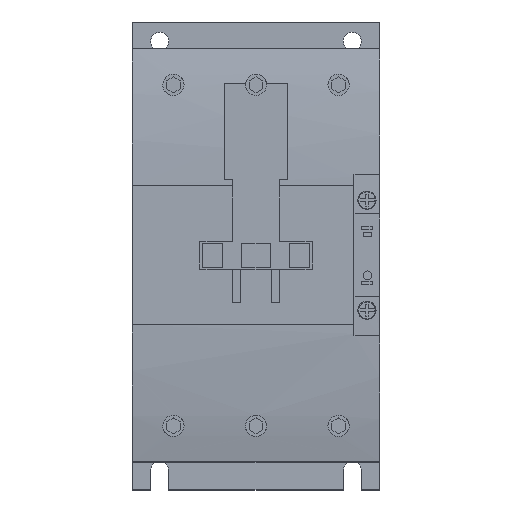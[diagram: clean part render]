
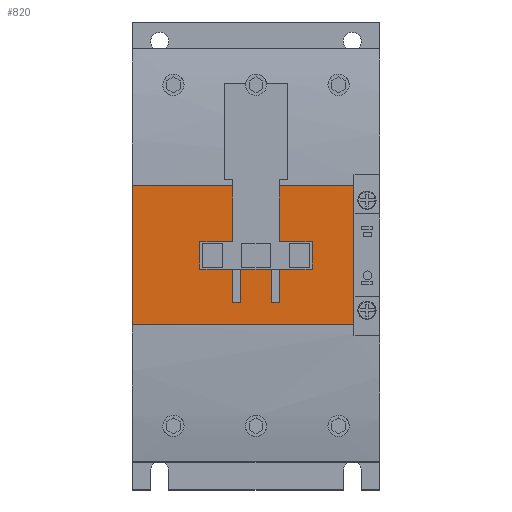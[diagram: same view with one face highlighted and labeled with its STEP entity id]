
A CAD part, top view. The second image highlights one B-rep face of the part: STEP entity #820.
In plain terms, the highlighted planar face has unit normal (0, 0, 1).
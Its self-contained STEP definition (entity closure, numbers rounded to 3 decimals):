
#820 = ADVANCED_FACE( '', ( #1761 ), #1762, .F. );
#1761 = FACE_OUTER_BOUND( '', #2769, .T. );
#1762 = PLANE( '', #2770 );
#2769 = EDGE_LOOP( '', ( #5226, #5227, #5228, #5229, #5230, #5231, #5232, #5233, #5234, #5235, #5236, #5237, #5238, #5239, #5240, #5241, #5242, #5243, #5244, #5245 ) );
#2770 = AXIS2_PLACEMENT_3D( '', #5246, #5247, #5248 );
#5226 = ORIENTED_EDGE( '', *, *, #6070, .F. );
#5227 = ORIENTED_EDGE( '', *, *, #6768, .F. );
#5228 = ORIENTED_EDGE( '', *, *, #6719, .F. );
#5229 = ORIENTED_EDGE( '', *, *, #6722, .F. );
#5230 = ORIENTED_EDGE( '', *, *, #6796, .F. );
#5231 = ORIENTED_EDGE( '', *, *, #6797, .F. );
#5232 = ORIENTED_EDGE( '', *, *, #6685, .T. );
#5233 = ORIENTED_EDGE( '', *, *, #6744, .T. );
#5234 = ORIENTED_EDGE( '', *, *, #6255, .F. );
#5235 = ORIENTED_EDGE( '', *, *, #6401, .F. );
#5236 = ORIENTED_EDGE( '', *, *, #6682, .T. );
#5237 = ORIENTED_EDGE( '', *, *, #6738, .F. );
#5238 = ORIENTED_EDGE( '', *, *, #6018, .F. );
#5239 = ORIENTED_EDGE( '', *, *, #5891, .F. );
#5240 = ORIENTED_EDGE( '', *, *, #6716, .F. );
#5241 = ORIENTED_EDGE( '', *, *, #5971, .F. );
#5242 = ORIENTED_EDGE( '', *, *, #6762, .F. );
#5243 = ORIENTED_EDGE( '', *, *, #6421, .F. );
#5244 = ORIENTED_EDGE( '', *, *, #6715, .F. );
#5245 = ORIENTED_EDGE( '', *, *, #6529, .F. );
#5246 = CARTESIAN_POINT( '', ( 90., 110.251, 141.5 ) );
#5247 = DIRECTION( '', ( 0., 0., -1. ) );
#5248 = DIRECTION( '', ( -1., 0., 0. ) );
#5891 = EDGE_CURVE( '', #7075, #7076, #7077, .T. );
#5971 = EDGE_CURVE( '', #7216, #7218, #7219, .T. );
#6018 = EDGE_CURVE( '', #7076, #7298, #7299, .T. );
#6070 = EDGE_CURVE( '', #7391, #7392, #7393, .T. );
#6255 = EDGE_CURVE( '', #7695, #7697, #7698, .T. );
#6401 = EDGE_CURVE( '', #7910, #7695, #7912, .T. );
#6421 = EDGE_CURVE( '', #7940, #7941, #7942, .T. );
#6529 = EDGE_CURVE( '', #7392, #8090, #8091, .T. );
#6682 = EDGE_CURVE( '', #7910, #8290, #8292, .T. );
#6685 = EDGE_CURVE( '', #8296, #8294, #8297, .T. );
#6715 = EDGE_CURVE( '', #8090, #7940, #8332, .T. );
#6716 = EDGE_CURVE( '', #7218, #7075, #8333, .T. );
#6719 = EDGE_CURVE( '', #8336, #8338, #8339, .T. );
#6722 = EDGE_CURVE( '', #8342, #8336, #8343, .T. );
#6738 = EDGE_CURVE( '', #7298, #8290, #8362, .T. );
#6744 = EDGE_CURVE( '', #8294, #7697, #8368, .T. );
#6762 = EDGE_CURVE( '', #7941, #7216, #8388, .T. );
#6768 = EDGE_CURVE( '', #8338, #7391, #8394, .T. );
#6796 = EDGE_CURVE( '', #8429, #8342, #8430, .T. );
#6797 = EDGE_CURVE( '', #8296, #8429, #8431, .T. );
#7075 = VERTEX_POINT( '', #8803 );
#7076 = VERTEX_POINT( '', #8804 );
#7077 = LINE( '', #8805, #8806 );
#7216 = VERTEX_POINT( '', #9065 );
#7218 = VERTEX_POINT( '', #9068 );
#7219 = LINE( '', #9069, #9070 );
#7298 = VERTEX_POINT( '', #9181 );
#7299 = LINE( '', #9182, #9183 );
#7391 = VERTEX_POINT( '', #9321 );
#7392 = VERTEX_POINT( '', #9322 );
#7393 = LINE( '', #9323, #9324 );
#7695 = VERTEX_POINT( '', #9954 );
#7697 = VERTEX_POINT( '', #9956 );
#7698 = LINE( '', #9957, #9958 );
#7910 = VERTEX_POINT( '', #10334 );
#7912 = LINE( '', #10336, #10337 );
#7940 = VERTEX_POINT( '', #10378 );
#7941 = VERTEX_POINT( '', #10379 );
#7942 = LINE( '', #10380, #10381 );
#8090 = VERTEX_POINT( '', #10665 );
#8091 = LINE( '', #10666, #10667 );
#8290 = VERTEX_POINT( '', #10987 );
#8292 = LINE( '', #10989, #10990 );
#8294 = VERTEX_POINT( '', #10992 );
#8296 = VERTEX_POINT( '', #10994 );
#8297 = LINE( '', #10995, #10996 );
#8332 = LINE( '', #11046, #11047 );
#8333 = LINE( '', #11048, #11049 );
#8336 = VERTEX_POINT( '', #11053 );
#8338 = VERTEX_POINT( '', #11056 );
#8339 = LINE( '', #11057, #11058 );
#8342 = VERTEX_POINT( '', #11062 );
#8343 = LINE( '', #11063, #11064 );
#8362 = LINE( '', #11092, #11093 );
#8368 = LINE( '', #11102, #11103 );
#8388 = LINE( '', #11133, #11134 );
#8394 = LINE( '', #11140, #11141 );
#8429 = VERTEX_POINT( '', #11250 );
#8430 = LINE( '', #11251, #11252 );
#8431 = LINE( '', #11253, #11254 );
#8803 = CARTESIAN_POINT( '', ( 65.4, 80., 141.5 ) );
#8804 = CARTESIAN_POINT( '', ( 65.4, 90., 141.5 ) );
#8805 = CARTESIAN_POINT( '', ( 65.4, 80., 141.5 ) );
#8806 = VECTOR( '', #11459, 1000. );
#9065 = CARTESIAN_POINT( '', ( 53.5, 67.7, 141.5 ) );
#9068 = CARTESIAN_POINT( '', ( 53.5, 80., 141.5 ) );
#9069 = CARTESIAN_POINT( '', ( 53.5, 67.7, 141.5 ) );
#9070 = VECTOR( '', #11537, 1000. );
#9181 = CARTESIAN_POINT( '', ( 53.5, 90., 141.5 ) );
#9182 = CARTESIAN_POINT( '', ( 65.4, 90., 141.5 ) );
#9183 = VECTOR( '', #11582, 1000. );
#9321 = CARTESIAN_POINT( '', ( 36.5, 67.7, 141.5 ) );
#9322 = CARTESIAN_POINT( '', ( 39.5, 67.7, 141.5 ) );
#9323 = CARTESIAN_POINT( '', ( 36.5, 67.7, 141.5 ) );
#9324 = VECTOR( '', #11629, 1000. );
#9954 = CARTESIAN_POINT( '', ( 80.6, 59.749, 141.5 ) );
#9956 = CARTESIAN_POINT( '', ( 0., 59.749, 141.5 ) );
#9957 = CARTESIAN_POINT( '', ( 90., 59.749, 141.5 ) );
#9958 = VECTOR( '', #11795, 1000. );
#10334 = CARTESIAN_POINT( '', ( 80.6, 110.251, 141.5 ) );
#10336 = CARTESIAN_POINT( '', ( 80.6, 110.251, 141.5 ) );
#10337 = VECTOR( '', #11916, 1000. );
#10378 = CARTESIAN_POINT( '', ( 50.5, 80., 141.5 ) );
#10379 = CARTESIAN_POINT( '', ( 50.5, 67.7, 141.5 ) );
#10380 = CARTESIAN_POINT( '', ( 50.5, 80.2, 141.5 ) );
#10381 = VECTOR( '', #11933, 1000. );
#10665 = CARTESIAN_POINT( '', ( 39.5, 80., 141.5 ) );
#10666 = CARTESIAN_POINT( '', ( 39.5, 67.7, 141.5 ) );
#10667 = VECTOR( '', #12011, 1000. );
#10987 = CARTESIAN_POINT( '', ( 53.5, 110.251, 141.5 ) );
#10989 = CARTESIAN_POINT( '', ( 90., 110.251, 141.5 ) );
#10990 = VECTOR( '', #12141, 1000. );
#10992 = CARTESIAN_POINT( '', ( 0., 110.251, 141.5 ) );
#10994 = CARTESIAN_POINT( '', ( 36.5, 110.251, 141.5 ) );
#10995 = CARTESIAN_POINT( '', ( 90., 110.251, 141.5 ) );
#10996 = VECTOR( '', #12148, 1000. );
#11046 = CARTESIAN_POINT( '', ( 24.6, 80., 141.5 ) );
#11047 = VECTOR( '', #12170, 1000. );
#11048 = CARTESIAN_POINT( '', ( 24.6, 80., 141.5 ) );
#11049 = VECTOR( '', #12171, 1000. );
#11053 = CARTESIAN_POINT( '', ( 24.6, 80., 141.5 ) );
#11056 = CARTESIAN_POINT( '', ( 36.5, 80., 141.5 ) );
#11057 = CARTESIAN_POINT( '', ( 24.6, 80., 141.5 ) );
#11058 = VECTOR( '', #12174, 1000. );
#11062 = CARTESIAN_POINT( '', ( 24.6, 90., 141.5 ) );
#11063 = CARTESIAN_POINT( '', ( 24.6, 90., 141.5 ) );
#11064 = VECTOR( '', #12176, 1000. );
#11092 = CARTESIAN_POINT( '', ( 53.5, 90., 141.5 ) );
#11093 = VECTOR( '', #12186, 1000. );
#11102 = CARTESIAN_POINT( '', ( 0., 110.251, 141.5 ) );
#11103 = VECTOR( '', #12190, 1000. );
#11133 = CARTESIAN_POINT( '', ( 50.5, 67.7, 141.5 ) );
#11134 = VECTOR( '', #12204, 1000. );
#11140 = CARTESIAN_POINT( '', ( 36.5, 80.4, 141.5 ) );
#11141 = VECTOR( '', #12208, 1000. );
#11250 = CARTESIAN_POINT( '', ( 36.5, 90., 141.5 ) );
#11251 = CARTESIAN_POINT( '', ( 36.5, 90., 141.5 ) );
#11252 = VECTOR( '', #12232, 1000. );
#11253 = CARTESIAN_POINT( '', ( 36.5, 112.431, 141.5 ) );
#11254 = VECTOR( '', #12233, 1000. );
#11459 = DIRECTION( '', ( 0., 1., 0. ) );
#11537 = DIRECTION( '', ( 0., 1., 0. ) );
#11582 = DIRECTION( '', ( -1., 0., 0. ) );
#11629 = DIRECTION( '', ( 1., 0., 0. ) );
#11795 = DIRECTION( '', ( -1., 0., 0. ) );
#11916 = DIRECTION( '', ( 0., -1., 0. ) );
#11933 = DIRECTION( '', ( 0., -1., 0. ) );
#12011 = DIRECTION( '', ( 0., 1., 0. ) );
#12141 = DIRECTION( '', ( -1., 0., 0. ) );
#12148 = DIRECTION( '', ( -1., 0., 0. ) );
#12170 = DIRECTION( '', ( 1., 0., 0. ) );
#12171 = DIRECTION( '', ( 1., 0., 0. ) );
#12174 = DIRECTION( '', ( 1., 0., 0. ) );
#12176 = DIRECTION( '', ( 0., -1., 0. ) );
#12186 = DIRECTION( '', ( 0., 1., 0. ) );
#12190 = DIRECTION( '', ( 0., -1., 0. ) );
#12204 = DIRECTION( '', ( 1., 0., 0. ) );
#12208 = DIRECTION( '', ( 0., -1., 0. ) );
#12232 = DIRECTION( '', ( -1., 0., 0. ) );
#12233 = DIRECTION( '', ( 0., -1., 0. ) );
